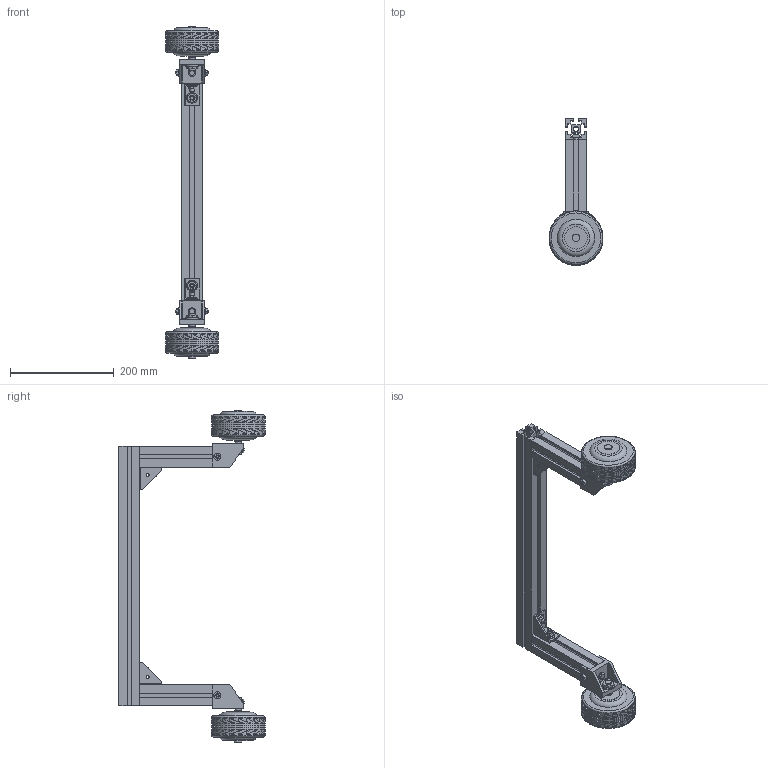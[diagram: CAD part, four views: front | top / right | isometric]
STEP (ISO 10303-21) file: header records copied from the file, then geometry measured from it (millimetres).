
FILE_DESCRIPTION(/* description */ (''),/* implementation_level */ '2;1');
FILE_NAME(/* name */ 'Ensamblaje.stp',/* time_stamp */ '2021-02-18T20:31:52-06:00',/* author */ ('juanm'),/* organization */ (''),/* preprocessor_version */ 'ST-DEVELOPER v18.1',/* originating_system */ 'Autodesk Inventor 2021',/* authorisation */ '');
FILE_SCHEMA (('AUTOMOTIVE_DESIGN { 1 0 10303 214 3 1 1 }'));
Length unit declared in the file: millimetre
Products named in the file (13): Ensamblaje; Horizontal; Vertical; TornilloM8; Sujetador; Tuerca para tornilloM8; TornilloM6; UnionLlantaOmega; Tuerca para tornilloM6; Socket; Llanta; Rondana; TuercaLlanta
Assembly tree (31 placements, depth 2):
  Ensamblaje
    Horizontal
    Vertical  x2
    Sujetador  x2
    TornilloM8  x4
    Tuerca para tornilloM8  x4
    TornilloM6  x4
    UnionLlantaOmega  x2
    Tuerca para tornilloM6  x4
    Socket  x2
    Llanta  x2
    Rondana  x2
    TuercaLlanta  x2
Bounding box: 104 x 282 x 640 mm (x, y, z)
Volume: 1367590.4 mm3; surface area: 501653.9 mm2
Topology: 31 solids, 33 shells, 1359 faces, 3349 edges, 2190 vertices
Faces by surface type: plane 922, cylinder 411, cone 12, torus 10, sphere 4
Full cylindrical faces by diameter (mm): 6 x10, 6.2 x4, 8 x12, 8.2 x2, 9.099 x1, 12 x6, 12.2 x2, 14 x6, 14.5 x4, 21 x4, 24 x2, 43.5 x4, 72 x2, 96 x2, 102 x2
Entity records: 21892 total; most frequent: CARTESIAN_POINT 4808, DIRECTION 3614, ORIENTED_EDGE 3312, EDGE_CURVE 1656, AXIS2_PLACEMENT_3D 1329, VERTEX_POINT 1083, LINE 956, VECTOR 956
